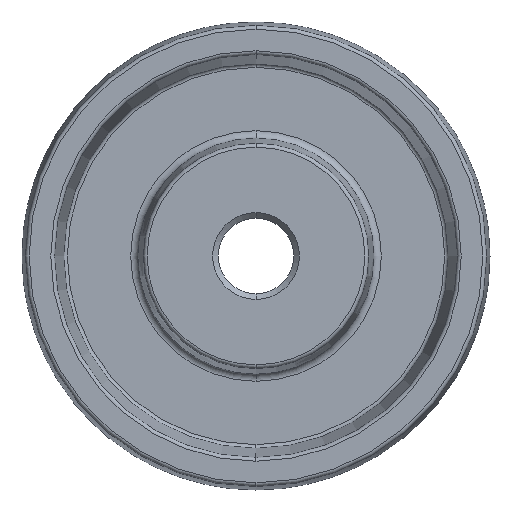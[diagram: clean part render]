
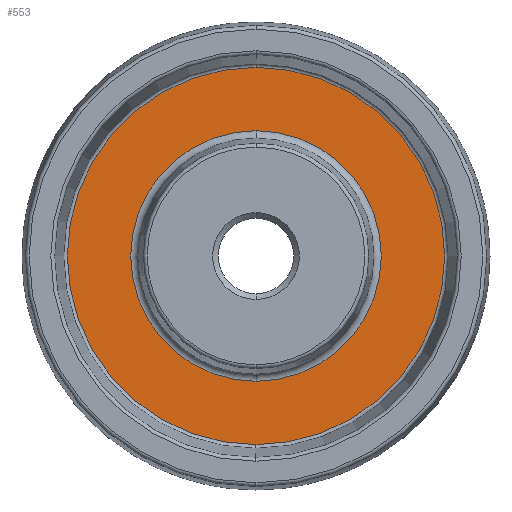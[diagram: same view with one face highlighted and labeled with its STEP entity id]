
A CAD part, left-side view. The second image highlights one B-rep face of the part: STEP entity #553.
In plain terms, the highlighted planar face has unit normal (-1, 0, 0).
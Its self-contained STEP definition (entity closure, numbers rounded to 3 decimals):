
#16 = AXIS2_PLACEMENT_3D ( 'NONE', #751, #313, #483 ) ;
#49 = CARTESIAN_POINT ( 'NONE',  ( -4., 0., 33.482 ) ) ;
#71 = CIRCLE ( 'NONE', #16, 50.407 ) ;
#151 = ORIENTED_EDGE ( 'NONE', *, *, #1487, .T. ) ;
#232 = CARTESIAN_POINT ( 'NONE',  ( -4., 0., 0. ) ) ;
#295 = CARTESIAN_POINT ( 'NONE',  ( -4., 0., 0. ) ) ;
#307 = CARTESIAN_POINT ( 'NONE',  ( -4., 0., -50.407 ) ) ;
#313 = DIRECTION ( 'NONE',  ( -1., 0., 0. ) ) ;
#350 = CARTESIAN_POINT ( 'NONE',  ( -4., 0., 0. ) ) ;
#439 = DIRECTION ( 'NONE',  ( 1., 0., 0. ) ) ;
#474 = CARTESIAN_POINT ( 'NONE',  ( -4., 0., -33.482 ) ) ;
#483 = DIRECTION ( 'NONE',  ( 0., 0., 1. ) ) ;
#521 = VERTEX_POINT ( 'NONE', #474 ) ;
#553 = ADVANCED_FACE ( 'NONE', ( #641, #1194 ), #1730, .T. ) ;
#641 = FACE_BOUND ( 'NONE', #1676, .T. ) ;
#645 = DIRECTION ( 'NONE',  ( 0., 0., 1. ) ) ;
#736 = CIRCLE ( 'NONE', #901, 50.407 ) ;
#751 = CARTESIAN_POINT ( 'NONE',  ( -4., 0., 0. ) ) ;
#789 = EDGE_CURVE ( 'NONE', #1232, #1731, #736, .T. ) ;
#866 = ORIENTED_EDGE ( 'NONE', *, *, #1206, .T. ) ;
#895 = DIRECTION ( 'NONE',  ( -1., 0., 0. ) ) ;
#901 = AXIS2_PLACEMENT_3D ( 'NONE', #350, #1422, #1028 ) ;
#927 = AXIS2_PLACEMENT_3D ( 'NONE', #1039, #895, #1315 ) ;
#977 = EDGE_CURVE ( 'NONE', #1499, #521, #1406, .T. ) ;
#990 = DIRECTION ( 'NONE',  ( 0., 0., 1. ) ) ;
#1028 = DIRECTION ( 'NONE',  ( 0., 0., 1. ) ) ;
#1039 = CARTESIAN_POINT ( 'NONE',  ( -4., 51.25, 0. ) ) ;
#1066 = ORIENTED_EDGE ( 'NONE', *, *, #977, .T. ) ;
#1177 = ORIENTED_EDGE ( 'NONE', *, *, #789, .T. ) ;
#1194 = FACE_OUTER_BOUND ( 'NONE', #1625, .T. ) ;
#1206 = EDGE_CURVE ( 'NONE', #521, #1499, #1573, .T. ) ;
#1232 = VERTEX_POINT ( 'NONE', #307 ) ;
#1313 = CARTESIAN_POINT ( 'NONE',  ( -4., 0., 50.407 ) ) ;
#1315 = DIRECTION ( 'NONE',  ( 0., 0., 1. ) ) ;
#1357 = AXIS2_PLACEMENT_3D ( 'NONE', #232, #1456, #645 ) ;
#1406 = CIRCLE ( 'NONE', #1357, 33.482 ) ;
#1422 = DIRECTION ( 'NONE',  ( -1., 0., 0. ) ) ;
#1456 = DIRECTION ( 'NONE',  ( 1., 0., 0. ) ) ;
#1487 = EDGE_CURVE ( 'NONE', #1731, #1232, #71, .T. ) ;
#1499 = VERTEX_POINT ( 'NONE', #49 ) ;
#1573 = CIRCLE ( 'NONE', #1659, 33.482 ) ;
#1625 = EDGE_LOOP ( 'NONE', ( #151, #1177 ) ) ;
#1659 = AXIS2_PLACEMENT_3D ( 'NONE', #295, #439, #990 ) ;
#1676 = EDGE_LOOP ( 'NONE', ( #1066, #866 ) ) ;
#1730 = PLANE ( 'NONE',  #927 ) ;
#1731 = VERTEX_POINT ( 'NONE', #1313 ) ;
